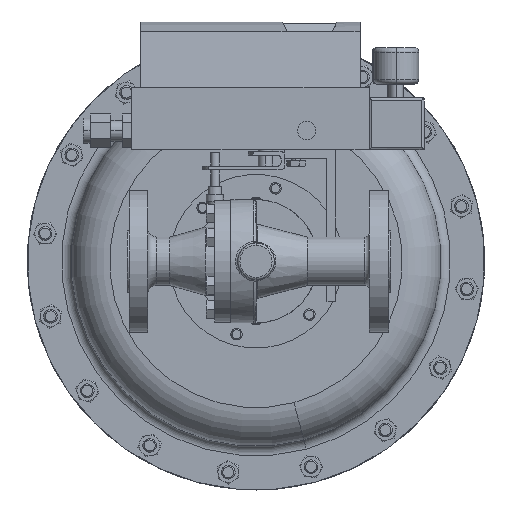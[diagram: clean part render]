
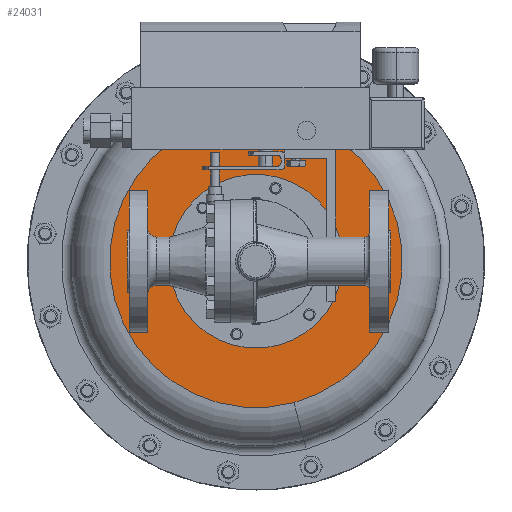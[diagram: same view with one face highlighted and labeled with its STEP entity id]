
A CAD part, front view. The second image highlights one B-rep face of the part: STEP entity #24031.
In plain terms, the highlighted planar face has unit normal (0, -1, 0).
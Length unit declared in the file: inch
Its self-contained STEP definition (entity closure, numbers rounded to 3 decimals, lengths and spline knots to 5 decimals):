
#573 = DIRECTION ( 'NONE',  ( 0., -1., 0. ) ) ;
#2071 = CIRCLE ( 'NONE', #11404, 2.375 ) ;
#2329 = DIRECTION ( 'NONE',  ( -0.707, 0., -0.707 ) ) ;
#2486 = DIRECTION ( 'NONE',  ( 0.259, 0., -0.966 ) ) ;
#3766 = CARTESIAN_POINT ( 'NONE',  ( -1.03528, 6.4725, 3.8637 ) ) ;
#3998 = CIRCLE ( 'NONE', #11297, 4. ) ;
#6820 = CARTESIAN_POINT ( 'NONE',  ( 1.67938, 6.4725, 1.67938 ) ) ;
#7402 = VERTEX_POINT ( 'NONE', #6820 ) ;
#7831 = EDGE_CURVE ( 'NONE', #8635, #17880, #3998, .T. ) ;
#8185 = FACE_OUTER_BOUND ( 'NONE', #23144, .T. ) ;
#8635 = VERTEX_POINT ( 'NONE', #17848 ) ;
#11297 = AXIS2_PLACEMENT_3D ( 'NONE', #34871, #18551, #2486 ) ;
#11404 = AXIS2_PLACEMENT_3D ( 'NONE', #13096, #32073, #15791 ) ;
#12461 = CARTESIAN_POINT ( 'NONE',  ( 0., 6.4725, 0. ) ) ;
#13096 = CARTESIAN_POINT ( 'NONE',  ( 0., 6.4725, 0. ) ) ;
#13920 = PLANE ( 'NONE',  #19026 ) ;
#14762 = EDGE_CURVE ( 'NONE', #29651, #7402, #24483, .T. ) ;
#15169 = DIRECTION ( 'NONE',  ( 0.259, 0., -0.966 ) ) ;
#15636 = EDGE_CURVE ( 'NONE', #17880, #8635, #23172, .T. ) ;
#15791 = DIRECTION ( 'NONE',  ( -0.707, 0., -0.707 ) ) ;
#16113 = ORIENTED_EDGE ( 'NONE', *, *, #7831, .F. ) ;
#16258 = EDGE_CURVE ( 'NONE', #7402, #29651, #2071, .T. ) ;
#16907 = CARTESIAN_POINT ( 'NONE',  ( -1.67938, 6.4725, -1.67938 ) ) ;
#17848 = CARTESIAN_POINT ( 'NONE',  ( 1.03528, 6.4725, -3.8637 ) ) ;
#17880 = VERTEX_POINT ( 'NONE', #3766 ) ;
#18407 = DIRECTION ( 'NONE',  ( 0., 1., 0. ) ) ;
#18551 = DIRECTION ( 'NONE',  ( 0., 1., 0. ) ) ;
#19026 = AXIS2_PLACEMENT_3D ( 'NONE', #32890, #573, #19336 ) ;
#19262 = EDGE_LOOP ( 'NONE', ( #28739, #32227 ) ) ;
#19336 = DIRECTION ( 'NONE',  ( -0.259, 0., 0.966 ) ) ;
#22586 = AXIS2_PLACEMENT_3D ( 'NONE', #12461, #31431, #15169 ) ;
#23144 = EDGE_LOOP ( 'NONE', ( #16113, #30074 ) ) ;
#23172 = CIRCLE ( 'NONE', #22586, 4. ) ;
#23421 = FACE_BOUND ( 'NONE', #19262, .T. ) ;
#24031 = ADVANCED_FACE ( 'NONE', ( #8185, #23421 ), #13920, .T. ) ;
#24483 = CIRCLE ( 'NONE', #33826, 2.375 ) ;
#28739 = ORIENTED_EDGE ( 'NONE', *, *, #16258, .T. ) ;
#29651 = VERTEX_POINT ( 'NONE', #16907 ) ;
#30074 = ORIENTED_EDGE ( 'NONE', *, *, #15636, .F. ) ;
#31431 = DIRECTION ( 'NONE',  ( 0., 1., 0. ) ) ;
#32073 = DIRECTION ( 'NONE',  ( 0., 1., 0. ) ) ;
#32227 = ORIENTED_EDGE ( 'NONE', *, *, #14762, .T. ) ;
#32890 = CARTESIAN_POINT ( 'NONE',  ( -3.8637, 6.4725, -1.03528 ) ) ;
#33826 = AXIS2_PLACEMENT_3D ( 'NONE', #34704, #18407, #2329 ) ;
#34704 = CARTESIAN_POINT ( 'NONE',  ( 0., 6.4725, 0. ) ) ;
#34871 = CARTESIAN_POINT ( 'NONE',  ( 0., 6.4725, 0. ) ) ;
